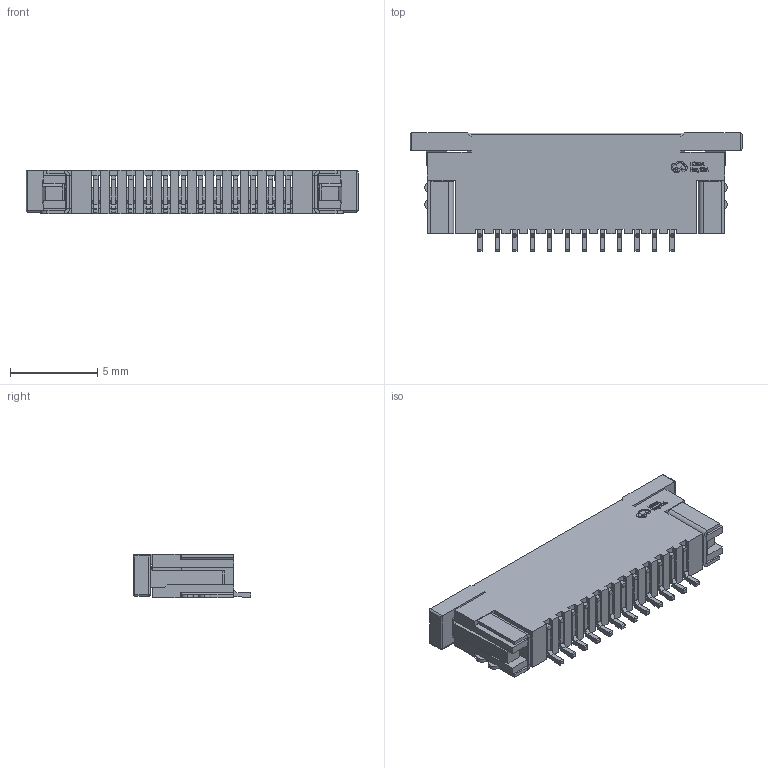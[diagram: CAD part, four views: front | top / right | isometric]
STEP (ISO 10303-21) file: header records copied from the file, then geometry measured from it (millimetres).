
FILE_DESCRIPTION (( 'STEP AP214' ), '1' );
FILE_NAME ('FPC-SMD_12P-P1.00_L19.0-W6.8-H2.5-LW10251-12.step', '2022-07-06T08:10:37', ( '' ), ( '' ), 'SwSTEP 2.0', 'SolidWorks 2020', '' );
FILE_SCHEMA (( 'AUTOMOTIVE_DESIGN' ));
Length unit declared in the file: millimetre
Products named in the file (1): FPC-SMD_12P-P1.00_L19.0-W6.8-H2.5-LW10251-12
Bounding box: 19 x 6.75 x 2.51 mm (x, y, z)
Volume: 187.7 mm3; surface area: 901 mm2
Topology: 1 solids, 1 shells, 892 faces, 2690 edges, 1744 vertices
Faces by surface type: plane 681, bspline 110, cylinder 97, sphere 4
Entity records: 40928 total; most frequent: CARTESIAN_POINT 7517, ORIENTED_EDGE 5372, DIRECTION 4212, EDGE_CURVE 2686, VECTOR 2270, LINE 2270, VERTEX_POINT 1744, AXIS2_PLACEMENT_3D 971
